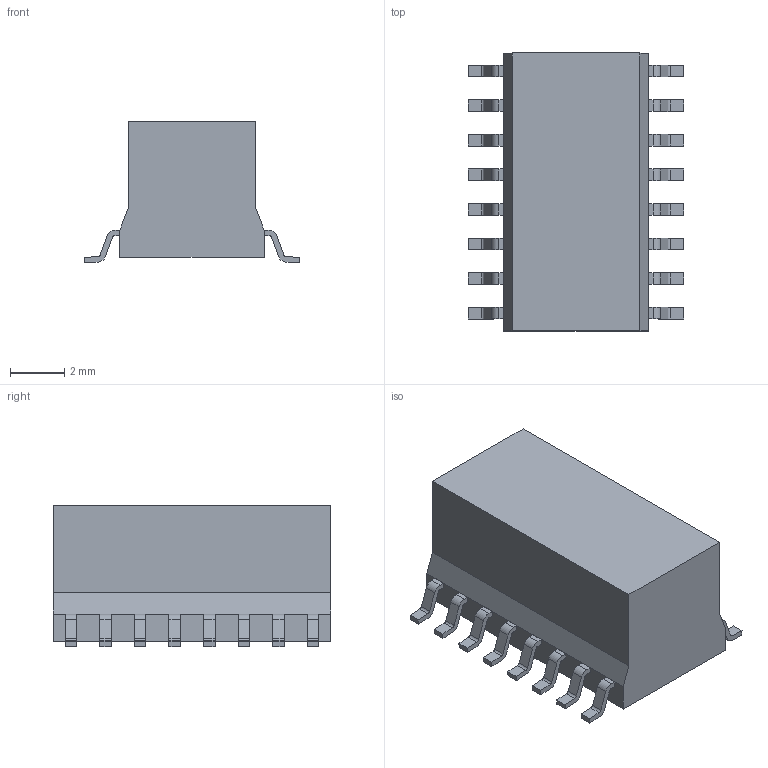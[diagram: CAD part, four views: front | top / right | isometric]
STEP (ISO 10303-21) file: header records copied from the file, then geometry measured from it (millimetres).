
FILE_DESCRIPTION (( 'STEP AP214' ), '1' );
FILE_NAME ('SOP16-NET.STEP', '2016-09-06T03:39:48', ( '' ), ( '' ), 'SwSTEP 2.0', 'SolidWorks 2016', '' );
FILE_SCHEMA (( 'AUTOMOTIVE_DESIGN' ));
Length unit declared in the file: millimetre
Products named in the file (3): User Library-SOP16_208mil (5.3mm)_Foot SOP16; SOP16-NET; User Library-SOP16_208mil (5.3mm)_SOP16 Body
Assembly tree (29 placements, depth 2):
  SOP16-NET
    User Library-SOP16_208mil (5.3mm)_SOP16 Body
    User Library-SOP16_208mil (5.3mm)_Foot SOP16  x28
Bounding box: 7.92 x 10.2 x 5.2 mm (x, y, z)
Volume: 252.9 mm3; surface area: 326.8 mm2
Topology: 29 solids, 30 shells, 404 faces, 1036 edges, 692 vertices
Faces by surface type: plane 291, cylinder 112, bspline 1
Entity records: 1277 total; most frequent: CARTESIAN_POINT 209, DIRECTION 182, ORIENTED_EDGE 128, AXIS2_PLACEMENT_3D 65, EDGE_CURVE 64, LINE 52, VECTOR 52, VERTEX_POINT 44
